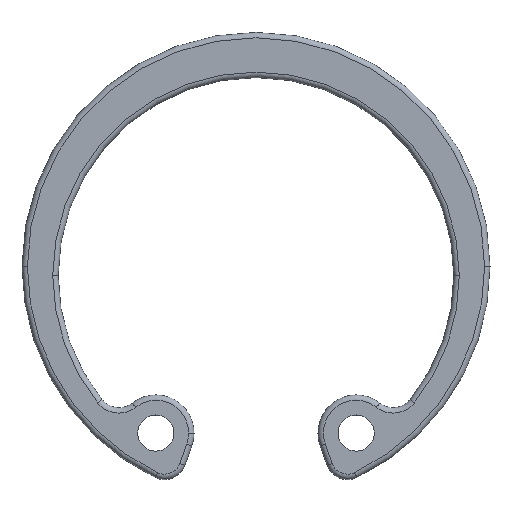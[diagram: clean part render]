
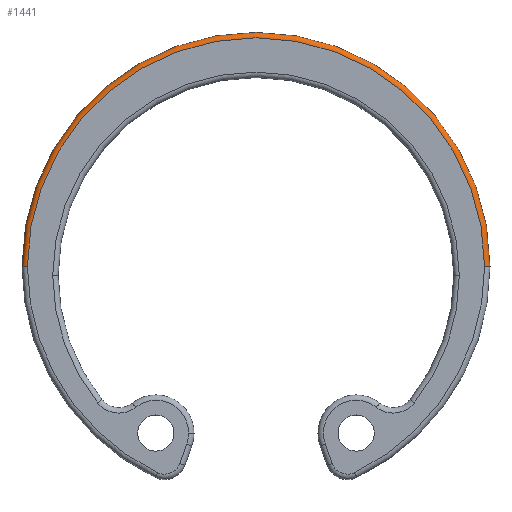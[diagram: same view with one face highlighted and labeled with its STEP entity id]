
A CAD part, top view. The second image highlights one B-rep face of the part: STEP entity #1441.
In plain terms, the highlighted toroidal (fillet/blend) face has major radius 12.65 mm and minor radius 0.3 mm.
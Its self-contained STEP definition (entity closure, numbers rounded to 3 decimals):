
#46 = EDGE_CURVE ( 'NONE', #641, #297, #1285, .T. ) ;
#60 = TOROIDAL_SURFACE ( 'NONE', #809, 12.65, 0.3 ) ;
#95 = VERTEX_POINT ( 'NONE', #178 ) ;
#170 = EDGE_CURVE ( 'NONE', #95, #297, #1153, .T. ) ;
#178 = CARTESIAN_POINT ( 'NONE',  ( 12.65, 0., 1.2 ) ) ;
#197 = EDGE_CURVE ( 'NONE', #1160, #95, #948, .T. ) ;
#280 = ORIENTED_EDGE ( 'NONE', *, *, #660, .F. ) ;
#297 = VERTEX_POINT ( 'NONE', #1171 ) ;
#299 = CIRCLE ( 'NONE', #1166, 12.95 ) ;
#518 = EDGE_LOOP ( 'NONE', ( #280, #1493, #1025, #858 ) ) ;
#556 = AXIS2_PLACEMENT_3D ( 'NONE', #732, #1177, #1364 ) ;
#603 = DIRECTION ( 'NONE',  ( 0., 0., 1. ) ) ;
#625 = AXIS2_PLACEMENT_3D ( 'NONE', #1336, #789, #777 ) ;
#641 = VERTEX_POINT ( 'NONE', #1425 ) ;
#660 = EDGE_CURVE ( 'NONE', #641, #1160, #299, .T. ) ;
#732 = CARTESIAN_POINT ( 'NONE',  ( 12.65, 0., 0.9 ) ) ;
#777 = DIRECTION ( 'NONE',  ( 1., 0., 0. ) ) ;
#789 = DIRECTION ( 'NONE',  ( 0., 0., 1. ) ) ;
#809 = AXIS2_PLACEMENT_3D ( 'NONE', #1391, #603, #1506 ) ;
#858 = ORIENTED_EDGE ( 'NONE', *, *, #197, .F. ) ;
#911 = AXIS2_PLACEMENT_3D ( 'NONE', #1275, #1271, #1265 ) ;
#948 = CIRCLE ( 'NONE', #556, 0.3 ) ;
#1025 = ORIENTED_EDGE ( 'NONE', *, *, #170, .F. ) ;
#1039 = FACE_OUTER_BOUND ( 'NONE', #518, .T. ) ;
#1151 = DIRECTION ( 'NONE',  ( 1., 0., 0. ) ) ;
#1153 = CIRCLE ( 'NONE', #625, 12.65 ) ;
#1160 = VERTEX_POINT ( 'NONE', #1334 ) ;
#1166 = AXIS2_PLACEMENT_3D ( 'NONE', #1389, #1243, #1151 ) ;
#1171 = CARTESIAN_POINT ( 'NONE',  ( -12.65, 0., 1.2 ) ) ;
#1177 = DIRECTION ( 'NONE',  ( 0., -1., 0. ) ) ;
#1243 = DIRECTION ( 'NONE',  ( 0., 0., -1. ) ) ;
#1265 = DIRECTION ( 'NONE',  ( -1., 0., 0. ) ) ;
#1271 = DIRECTION ( 'NONE',  ( 0., 1., 0. ) ) ;
#1275 = CARTESIAN_POINT ( 'NONE',  ( -12.65, 0., 0.9 ) ) ;
#1285 = CIRCLE ( 'NONE', #911, 0.3 ) ;
#1334 = CARTESIAN_POINT ( 'NONE',  ( 12.95, 0., 0.9 ) ) ;
#1336 = CARTESIAN_POINT ( 'NONE',  ( 0., 0., 1.2 ) ) ;
#1364 = DIRECTION ( 'NONE',  ( 0., 0., -1. ) ) ;
#1389 = CARTESIAN_POINT ( 'NONE',  ( 0., 0., 0.9 ) ) ;
#1391 = CARTESIAN_POINT ( 'NONE',  ( 0., 0., 0.9 ) ) ;
#1425 = CARTESIAN_POINT ( 'NONE',  ( -12.95, 0., 0.9 ) ) ;
#1441 = ADVANCED_FACE ( 'NONE', ( #1039 ), #60, .T. ) ;
#1493 = ORIENTED_EDGE ( 'NONE', *, *, #46, .T. ) ;
#1506 = DIRECTION ( 'NONE',  ( 1., 0., 0. ) ) ;
